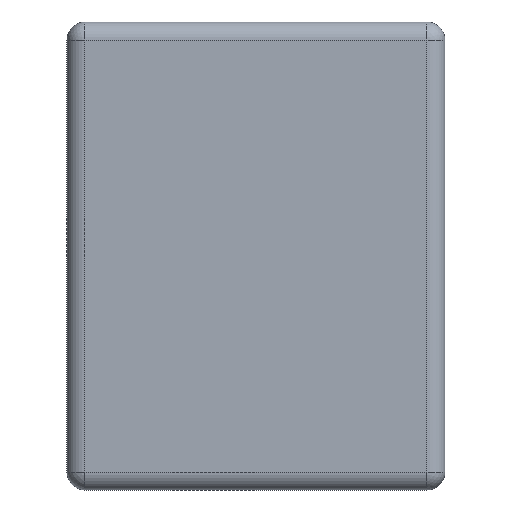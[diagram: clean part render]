
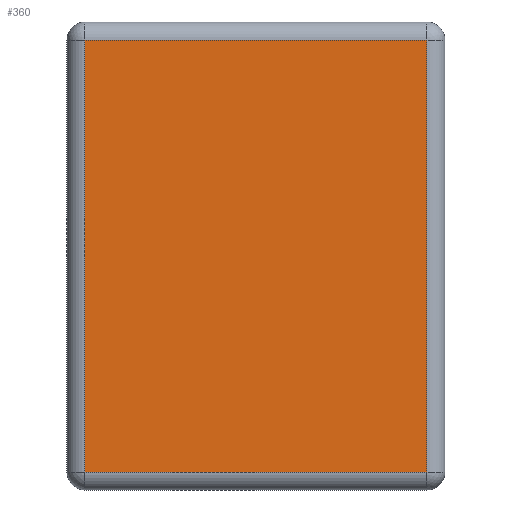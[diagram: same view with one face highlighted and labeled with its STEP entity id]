
A CAD part, front view. The second image highlights one B-rep face of the part: STEP entity #360.
In plain terms, the highlighted planar face has unit normal (0, -1, 0).
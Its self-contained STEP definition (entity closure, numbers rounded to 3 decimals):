
#14=PLANE('',#413);
#37=FACE_OUTER_BOUND('',#63,.T.);
#63=EDGE_LOOP('',(#256,#257,#258,#259));
#84=LINE('',#592,#108);
#88=LINE('',#610,#112);
#90=LINE('',#616,#114);
#91=LINE('',#617,#115);
#108=VECTOR('',#467,10.);
#112=VECTOR('',#493,10.);
#114=VECTOR('',#499,10.);
#115=VECTOR('',#500,10.);
#160=VERTEX_POINT('',#589);
#161=VERTEX_POINT('',#591);
#164=VERTEX_POINT('',#609);
#166=VERTEX_POINT('',#615);
#186=EDGE_CURVE('',#160,#161,#84,.T.);
#196=EDGE_CURVE('',#161,#164,#88,.T.);
#199=EDGE_CURVE('',#166,#160,#90,.T.);
#200=EDGE_CURVE('',#164,#166,#91,.T.);
#256=ORIENTED_EDGE('',*,*,#186,.F.);
#257=ORIENTED_EDGE('',*,*,#199,.F.);
#258=ORIENTED_EDGE('',*,*,#200,.F.);
#259=ORIENTED_EDGE('',*,*,#196,.F.);
#360=ADVANCED_FACE('',(#37),#14,.F.);
#413=AXIS2_PLACEMENT_3D('',#614,#497,#498);
#467=DIRECTION('',(0.,0.,1.));
#493=DIRECTION('',(1.,0.,0.));
#497=DIRECTION('center_axis',(0.,1.,0.));
#498=DIRECTION('ref_axis',(1.,0.,0.));
#499=DIRECTION('',(-1.,0.,0.));
#500=DIRECTION('',(0.,0.,-1.));
#589=CARTESIAN_POINT('',(-0.95,0.,-1.2));
#591=CARTESIAN_POINT('',(-0.95,0.,1.2));
#592=CARTESIAN_POINT('',(-0.95,0.,-0.65));
#609=CARTESIAN_POINT('',(0.95,0.,1.2));
#610=CARTESIAN_POINT('',(-0.525,0.,1.2));
#614=CARTESIAN_POINT('Origin',(0.,0.,0.));
#615=CARTESIAN_POINT('',(0.95,0.,-1.2));
#616=CARTESIAN_POINT('',(0.525,0.,-1.2));
#617=CARTESIAN_POINT('',(0.95,0.,0.65));
